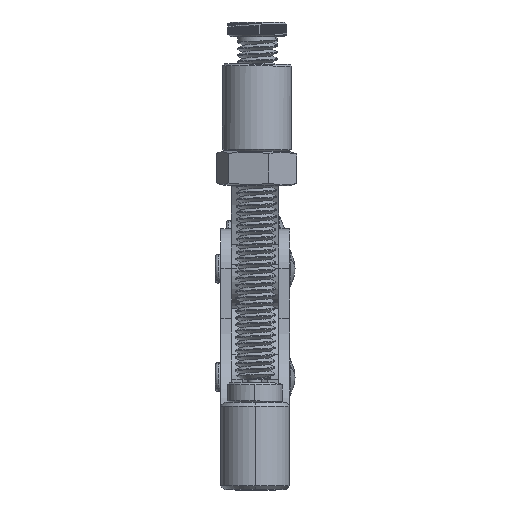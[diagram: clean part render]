
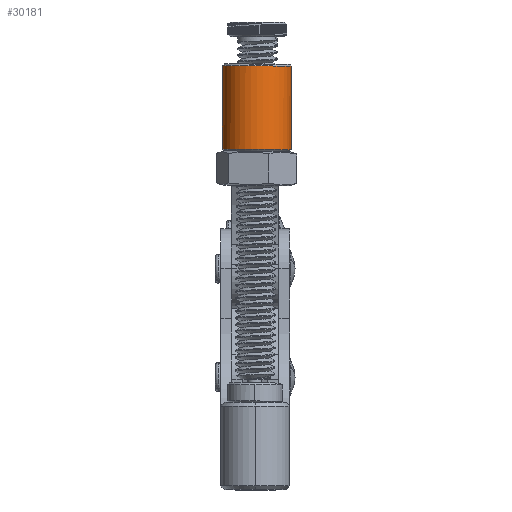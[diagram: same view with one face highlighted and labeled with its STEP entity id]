
A CAD part, top view. The second image highlights one B-rep face of the part: STEP entity #30181.
In plain terms, the highlighted cylindrical face has radius 9.5 mm (diameter 19 mm), a partial arc.
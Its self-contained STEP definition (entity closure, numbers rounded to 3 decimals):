
#925 = CARTESIAN_POINT ( 'NONE',  ( 17.39, -29.588, 102.751 ) ) ;
#4269 = CARTESIAN_POINT ( 'NONE',  ( 7.891, -29.515, 102.751 ) ) ;
#4691 = VECTOR ( 'NONE', #62636, 1000. ) ;
#7249 = DIRECTION ( 'NONE',  ( -0.008, -1., 0. ) ) ;
#9090 = ORIENTED_EDGE ( 'NONE', *, *, #15133, .F. ) ;
#9291 = DIRECTION ( 'NONE',  ( -1., 0.008, 0. ) ) ;
#9567 = EDGE_CURVE ( 'NONE', #13182, #55924, #18032, .T. ) ;
#11576 = CARTESIAN_POINT ( 'NONE',  ( -1.609, -29.441, 102.751 ) ) ;
#13182 = VERTEX_POINT ( 'NONE', #37714 ) ;
#14354 = DIRECTION ( 'NONE',  ( -0.008, -1., 0. ) ) ;
#15133 = EDGE_CURVE ( 'NONE', #49309, #43189, #30853, .T. ) ;
#17473 = DIRECTION ( 'NONE',  ( -0.008, -1., 0. ) ) ;
#18032 = LINE ( 'NONE', #57567, #4691 ) ;
#18738 = FACE_OUTER_BOUND ( 'NONE', #39514, .T. ) ;
#18761 = CARTESIAN_POINT ( 'NONE',  ( 8.072, -6.015, 102.751 ) ) ;
#20663 = VECTOR ( 'NONE', #17473, 1000. ) ;
#28936 = CYLINDRICAL_SURFACE ( 'NONE', #61087, 9.5 ) ;
#30181 = ADVANCED_FACE ( 'NONE', ( #18738 ), #28936, .T. ) ;
#30853 = LINE ( 'NONE', #47480, #20663 ) ;
#31494 = ORIENTED_EDGE ( 'NONE', *, *, #55466, .T. ) ;
#34327 = DIRECTION ( 'NONE',  ( 1., -0.008, 0. ) ) ;
#34652 = CIRCLE ( 'NONE', #34795, 9.5 ) ;
#34795 = AXIS2_PLACEMENT_3D ( 'NONE', #37292, #7249, #42351 ) ;
#37015 = EDGE_CURVE ( 'NONE', #55924, #43189, #45370, .T. ) ;
#37292 = CARTESIAN_POINT ( 'NONE',  ( 8.068, -6.515, 102.751 ) ) ;
#37714 = CARTESIAN_POINT ( 'NONE',  ( -1.432, -6.442, 102.751 ) ) ;
#39362 = DIRECTION ( 'NONE',  ( 0.008, 1., 0. ) ) ;
#39514 = EDGE_LOOP ( 'NONE', ( #31494, #56488, #62844, #9090 ) ) ;
#40806 = AXIS2_PLACEMENT_3D ( 'NONE', #4269, #39362, #9291 ) ;
#42351 = DIRECTION ( 'NONE',  ( -1., 0.008, 0. ) ) ;
#43189 = VERTEX_POINT ( 'NONE', #925 ) ;
#45370 = CIRCLE ( 'NONE', #40806, 9.5 ) ;
#47480 = CARTESIAN_POINT ( 'NONE',  ( 17.572, -6.089, 102.751 ) ) ;
#49309 = VERTEX_POINT ( 'NONE', #62076 ) ;
#55466 = EDGE_CURVE ( 'NONE', #49309, #13182, #34652, .T. ) ;
#55924 = VERTEX_POINT ( 'NONE', #11576 ) ;
#56488 = ORIENTED_EDGE ( 'NONE', *, *, #9567, .T. ) ;
#57567 = CARTESIAN_POINT ( 'NONE',  ( -1.428, -5.942, 102.751 ) ) ;
#61087 = AXIS2_PLACEMENT_3D ( 'NONE', #18761, #14354, #34327 ) ;
#62076 = CARTESIAN_POINT ( 'NONE',  ( 17.568, -6.589, 102.751 ) ) ;
#62636 = DIRECTION ( 'NONE',  ( -0.008, -1., 0. ) ) ;
#62844 = ORIENTED_EDGE ( 'NONE', *, *, #37015, .T. ) ;
